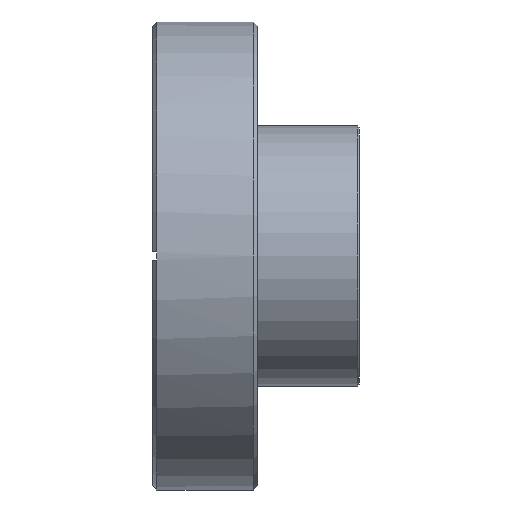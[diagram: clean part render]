
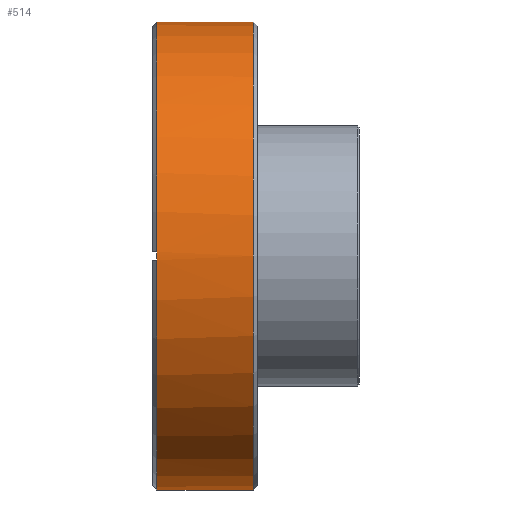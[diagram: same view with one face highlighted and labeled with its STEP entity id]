
A CAD part, left-side view. The second image highlights one B-rep face of the part: STEP entity #514.
In plain terms, the highlighted cylindrical face has radius 17 mm (diameter 34 mm), a partial arc.
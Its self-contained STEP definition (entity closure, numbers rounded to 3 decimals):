
#52 = LINE ( 'NONE', #2085, #1637 ) ;
#161 = CARTESIAN_POINT ( 'NONE',  ( 0., 53.835, 17. ) ) ;
#175 = CARTESIAN_POINT ( 'NONE',  ( 0., 7.3, 0. ) ) ;
#242 = CARTESIAN_POINT ( 'NONE',  ( -16.997, 7.3, -0.3 ) ) ;
#257 = DIRECTION ( 'NONE',  ( 0., 0., -1. ) ) ;
#276 = CIRCLE ( 'NONE', #1010, 17. ) ;
#292 = CIRCLE ( 'NONE', #1198, 17. ) ;
#332 = CARTESIAN_POINT ( 'NONE',  ( -16.997, 7.3, 0.3 ) ) ;
#338 = CARTESIAN_POINT ( 'NONE',  ( 0., 7.3, -17. ) ) ;
#377 = DIRECTION ( 'NONE',  ( 0., 1., 0. ) ) ;
#411 = CARTESIAN_POINT ( 'NONE',  ( 0., 0.3, 17. ) ) ;
#462 = VECTOR ( 'NONE', #1991, 1000. ) ;
#502 = CARTESIAN_POINT ( 'NONE',  ( 0., 53.835, 0. ) ) ;
#506 = VERTEX_POINT ( 'NONE', #332 ) ;
#507 = CIRCLE ( 'NONE', #1220, 17. ) ;
#514 = ADVANCED_FACE ( 'NONE', ( #2474 ), #1351, .T. ) ;
#585 = EDGE_CURVE ( 'NONE', #506, #1801, #276, .T. ) ;
#731 = EDGE_LOOP ( 'NONE', ( #2041, #2569, #801, #1777, #2205, #779 ) ) ;
#741 = DIRECTION ( 'NONE',  ( 0., 0., 1. ) ) ;
#779 = ORIENTED_EDGE ( 'NONE', *, *, #2494, .T. ) ;
#784 = DIRECTION ( 'NONE',  ( 0., 0., 1. ) ) ;
#801 = ORIENTED_EDGE ( 'NONE', *, *, #2196, .T. ) ;
#842 = CARTESIAN_POINT ( 'NONE',  ( 0., 7.3, 0. ) ) ;
#943 = AXIS2_PLACEMENT_3D ( 'NONE', #502, #377, #741 ) ;
#1010 = AXIS2_PLACEMENT_3D ( 'NONE', #2565, #1463, #1476 ) ;
#1057 = DIRECTION ( 'NONE',  ( 0., 1., 0. ) ) ;
#1085 = DIRECTION ( 'NONE',  ( 0., 0., 1. ) ) ;
#1152 = CIRCLE ( 'NONE', #2465, 17. ) ;
#1154 = LINE ( 'NONE', #161, #462 ) ;
#1198 = AXIS2_PLACEMENT_3D ( 'NONE', #175, #2363, #784 ) ;
#1220 = AXIS2_PLACEMENT_3D ( 'NONE', #1783, #1812, #257 ) ;
#1351 = CYLINDRICAL_SURFACE ( 'NONE', #943, 17. ) ;
#1370 = EDGE_CURVE ( 'NONE', #1509, #2204, #507, .T. ) ;
#1396 = EDGE_CURVE ( 'NONE', #1724, #506, #292, .T. ) ;
#1463 = DIRECTION ( 'NONE',  ( 0., -1., 0. ) ) ;
#1476 = DIRECTION ( 'NONE',  ( 0., 0., 1. ) ) ;
#1490 = CARTESIAN_POINT ( 'NONE',  ( 0., 0.3, -17. ) ) ;
#1509 = VERTEX_POINT ( 'NONE', #1490 ) ;
#1637 = VECTOR ( 'NONE', #1057, 1000. ) ;
#1724 = VERTEX_POINT ( 'NONE', #2532 ) ;
#1777 = ORIENTED_EDGE ( 'NONE', *, *, #1396, .T. ) ;
#1783 = CARTESIAN_POINT ( 'NONE',  ( 0., 0.3, 0. ) ) ;
#1801 = VERTEX_POINT ( 'NONE', #242 ) ;
#1812 = DIRECTION ( 'NONE',  ( 0., 1., 0. ) ) ;
#1825 = VERTEX_POINT ( 'NONE', #338 ) ;
#1991 = DIRECTION ( 'NONE',  ( 0., 1., 0. ) ) ;
#2041 = ORIENTED_EDGE ( 'NONE', *, *, #2446, .F. ) ;
#2085 = CARTESIAN_POINT ( 'NONE',  ( 0., 53.835, -17. ) ) ;
#2103 = DIRECTION ( 'NONE',  ( 0., -1., 0. ) ) ;
#2196 = EDGE_CURVE ( 'NONE', #2204, #1724, #1154, .T. ) ;
#2204 = VERTEX_POINT ( 'NONE', #411 ) ;
#2205 = ORIENTED_EDGE ( 'NONE', *, *, #585, .T. ) ;
#2363 = DIRECTION ( 'NONE',  ( 0., -1., 0. ) ) ;
#2446 = EDGE_CURVE ( 'NONE', #1509, #1825, #52, .T. ) ;
#2465 = AXIS2_PLACEMENT_3D ( 'NONE', #842, #2103, #1085 ) ;
#2474 = FACE_OUTER_BOUND ( 'NONE', #731, .T. ) ;
#2494 = EDGE_CURVE ( 'NONE', #1801, #1825, #1152, .T. ) ;
#2532 = CARTESIAN_POINT ( 'NONE',  ( 0., 7.3, 17. ) ) ;
#2565 = CARTESIAN_POINT ( 'NONE',  ( 0., 7.3, 0. ) ) ;
#2569 = ORIENTED_EDGE ( 'NONE', *, *, #1370, .T. ) ;
